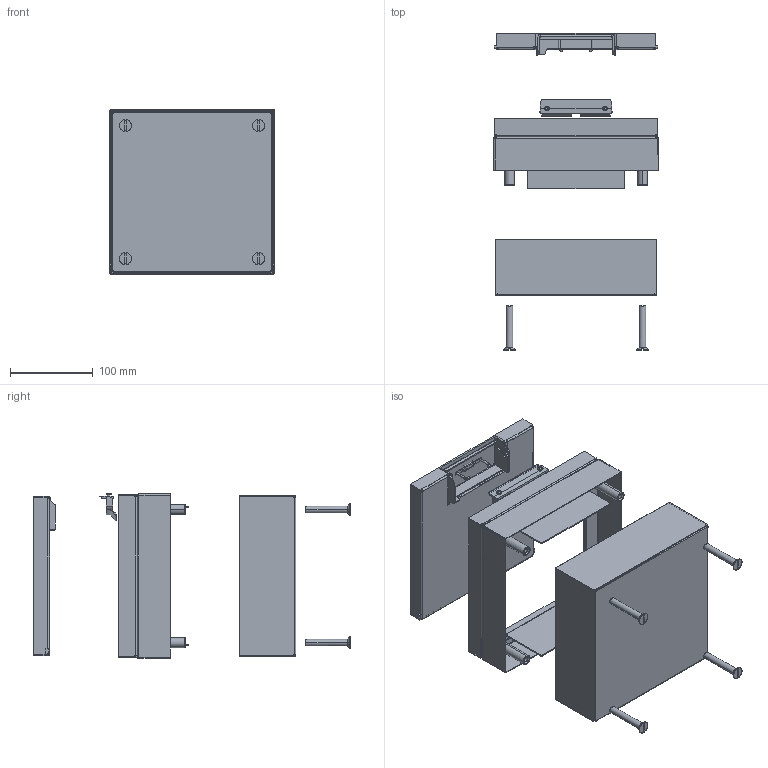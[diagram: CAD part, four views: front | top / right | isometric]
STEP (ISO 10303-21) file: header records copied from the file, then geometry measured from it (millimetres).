
FILE_DESCRIPTION((''),'2;1');
FILE_NAME('7427232_ASM','2012-11-27T',('AndreasKeweloh'),(''),'PRO/ENGINEER BY PARAMETRIC TECHNOLOGY CORPORATION, 2012230','PRO/ENGINEER BY PARAMETRIC TECHNOLOGY CORPORATION, 2012230','');
FILE_SCHEMA(('CONFIG_CONTROL_DESIGN'));
Length unit declared in the file: millimetre
Products named in the file (16): 051723_VA; 046259; 046279_40675BB; 036167; 046359_ASM; 038602; 056779_ASM; 051724_ASM; 051725; 52058FJ; 046299; 051726_VA; 051730; 42389C_BLINDNIET_GEK_RZT__EINBA; 051759_ASM; 7427232_ASM
Assembly tree (21 placements, depth 4):
  7427232_ASM
    051724_ASM
      051723_VA
      046259
      046359_ASM
        046279_40675BB
        036167
      056779_ASM
        038602
    051725
    52058FJ  x4
    046299
    051759_ASM
      051726_VA
      051730
      42389C_BLINDNIET_GEK_RZT__EINBA  x4
Bounding box: 199 x 383.78 x 199.3 mm (x, y, z)
Volume: 409681.6 mm3; surface area: 576363.1 mm2
Topology: 16 solids, 17 shells, 859 faces, 2129 edges, 1302 vertices
Faces by surface type: plane 527, cylinder 219, torus 46, cone 46, bspline 17, sphere 4
Entity records: 22599 total; most frequent: CARTESIAN_POINT 5172, ORIENTED_EDGE 3584, DIRECTION 3540, EDGE_CURVE 1792, VECTOR 1336, LINE 1336, AXIS2_PLACEMENT_3D 1102, VERTEX_POINT 1101
